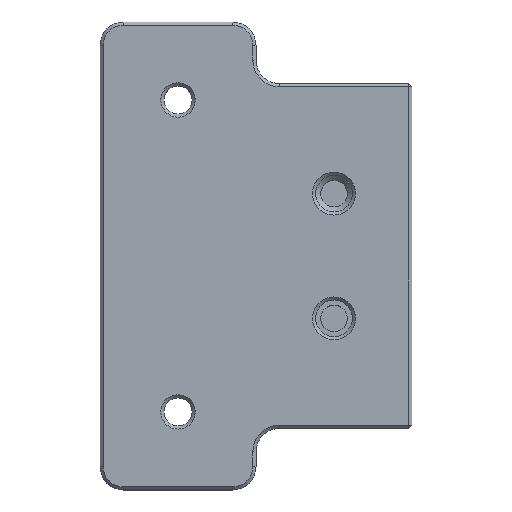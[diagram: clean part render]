
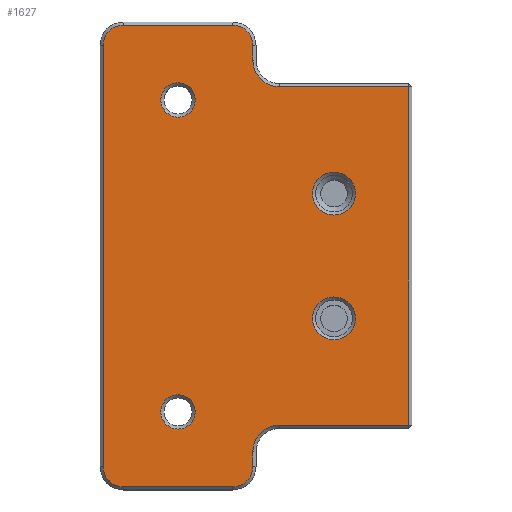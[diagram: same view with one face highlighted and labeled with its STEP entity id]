
A CAD part, top view. The second image highlights one B-rep face of the part: STEP entity #1627.
In plain terms, the highlighted planar face has unit normal (0, 0, 1).
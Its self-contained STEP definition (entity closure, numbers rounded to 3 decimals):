
#60=FACE_BOUND('',#285,.T.);
#61=FACE_BOUND('',#286,.T.);
#62=FACE_BOUND('',#287,.T.);
#63=FACE_BOUND('',#288,.T.);
#87=CIRCLE('',#1727,3.4);
#88=CIRCLE('',#1730,2.6);
#90=CIRCLE('',#1734,2.6);
#92=CIRCLE('',#1738,2.6);
#95=CIRCLE('',#1743,2.6);
#97=CIRCLE('',#1747,3.4);
#100=CIRCLE('',#1764,2.75);
#101=CIRCLE('',#1765,2.75);
#102=CIRCLE('',#1766,2.2);
#103=CIRCLE('',#1767,2.2);
#181=FACE_OUTER_BOUND('',#284,.T.);
#284=EDGE_LOOP('',(#1346,#1347,#1348,#1349,#1350,#1351,#1352,#1353,#1354,
#1355,#1356,#1357,#1358,#1359));
#285=EDGE_LOOP('',(#1360));
#286=EDGE_LOOP('',(#1361));
#287=EDGE_LOOP('',(#1362));
#288=EDGE_LOOP('',(#1363));
#423=LINE('',#2548,#600);
#426=LINE('',#2554,#603);
#428=LINE('',#2563,#605);
#432=LINE('',#2575,#609);
#436=LINE('',#2587,#613);
#440=LINE('',#2599,#617);
#444=LINE('',#2611,#621);
#448=LINE('',#2622,#625);
#600=VECTOR('',#2040,10.);
#603=VECTOR('',#2045,10.);
#605=VECTOR('',#2055,10.);
#609=VECTOR('',#2067,10.);
#613=VECTOR('',#2079,10.);
#617=VECTOR('',#2091,10.);
#621=VECTOR('',#2103,10.);
#625=VECTOR('',#2115,10.);
#757=VERTEX_POINT('',#2536);
#760=VERTEX_POINT('',#2544);
#761=VERTEX_POINT('',#2550);
#763=VERTEX_POINT('',#2556);
#765=VERTEX_POINT('',#2562);
#767=VERTEX_POINT('',#2568);
#769=VERTEX_POINT('',#2574);
#771=VERTEX_POINT('',#2580);
#773=VERTEX_POINT('',#2586);
#775=VERTEX_POINT('',#2592);
#777=VERTEX_POINT('',#2598);
#779=VERTEX_POINT('',#2604);
#781=VERTEX_POINT('',#2610);
#783=VERTEX_POINT('',#2616);
#789=VERTEX_POINT('',#2658);
#790=VERTEX_POINT('',#2660);
#791=VERTEX_POINT('',#2662);
#792=VERTEX_POINT('',#2664);
#935=EDGE_CURVE('',#757,#760,#423,.T.);
#938=EDGE_CURVE('',#760,#761,#426,.T.);
#941=EDGE_CURVE('',#761,#763,#87,.T.);
#942=EDGE_CURVE('',#763,#765,#428,.T.);
#945=EDGE_CURVE('',#765,#767,#88,.T.);
#948=EDGE_CURVE('',#767,#769,#432,.T.);
#951=EDGE_CURVE('',#769,#771,#90,.T.);
#954=EDGE_CURVE('',#771,#773,#436,.T.);
#957=EDGE_CURVE('',#773,#775,#92,.T.);
#960=EDGE_CURVE('',#775,#777,#440,.T.);
#965=EDGE_CURVE('',#777,#779,#95,.T.);
#966=EDGE_CURVE('',#779,#781,#444,.T.);
#971=EDGE_CURVE('',#781,#783,#97,.T.);
#972=EDGE_CURVE('',#783,#757,#448,.T.);
#991=EDGE_CURVE('',#789,#789,#100,.T.);
#992=EDGE_CURVE('',#790,#790,#101,.T.);
#993=EDGE_CURVE('',#791,#791,#102,.T.);
#994=EDGE_CURVE('',#792,#792,#103,.T.);
#1346=ORIENTED_EDGE('',*,*,#935,.F.);
#1347=ORIENTED_EDGE('',*,*,#972,.F.);
#1348=ORIENTED_EDGE('',*,*,#971,.F.);
#1349=ORIENTED_EDGE('',*,*,#966,.F.);
#1350=ORIENTED_EDGE('',*,*,#965,.F.);
#1351=ORIENTED_EDGE('',*,*,#960,.F.);
#1352=ORIENTED_EDGE('',*,*,#957,.F.);
#1353=ORIENTED_EDGE('',*,*,#954,.F.);
#1354=ORIENTED_EDGE('',*,*,#951,.F.);
#1355=ORIENTED_EDGE('',*,*,#948,.F.);
#1356=ORIENTED_EDGE('',*,*,#945,.F.);
#1357=ORIENTED_EDGE('',*,*,#942,.F.);
#1358=ORIENTED_EDGE('',*,*,#941,.F.);
#1359=ORIENTED_EDGE('',*,*,#938,.F.);
#1360=ORIENTED_EDGE('',*,*,#991,.F.);
#1361=ORIENTED_EDGE('',*,*,#992,.F.);
#1362=ORIENTED_EDGE('',*,*,#993,.F.);
#1363=ORIENTED_EDGE('',*,*,#994,.F.);
#1548=PLANE('',#1763);
#1627=ADVANCED_FACE('',(#181,#60,#61,#62,#63),#1548,.T.);
#1727=AXIS2_PLACEMENT_3D('',#2560,#2051,#2052);
#1730=AXIS2_PLACEMENT_3D('',#2569,#2060,#2061);
#1734=AXIS2_PLACEMENT_3D('',#2581,#2072,#2073);
#1738=AXIS2_PLACEMENT_3D('',#2593,#2084,#2085);
#1743=AXIS2_PLACEMENT_3D('',#2608,#2099,#2100);
#1747=AXIS2_PLACEMENT_3D('',#2620,#2111,#2112);
#1763=AXIS2_PLACEMENT_3D('',#2657,#2160,#2161);
#1764=AXIS2_PLACEMENT_3D('',#2659,#2162,#2163);
#1765=AXIS2_PLACEMENT_3D('',#2661,#2164,#2165);
#1766=AXIS2_PLACEMENT_3D('',#2663,#2166,#2167);
#1767=AXIS2_PLACEMENT_3D('',#2665,#2168,#2169);
#2040=DIRECTION('',(0.,-1.,0.));
#2045=DIRECTION('',(-1.,0.,0.));
#2051=DIRECTION('center_axis',(0.,0.,
1.));
#2052=DIRECTION('ref_axis',(-0.707,0.707,0.));
#2055=DIRECTION('',(0.,-1.,0.));
#2060=DIRECTION('center_axis',(0.,0.,
-1.));
#2061=DIRECTION('ref_axis',(0.707,-0.707,0.));
#2067=DIRECTION('',(-1.,0.,0.));
#2072=DIRECTION('center_axis',(0.,0.,
-1.));
#2073=DIRECTION('ref_axis',(-0.707,-0.707,0.));
#2079=DIRECTION('',(0.,1.,0.));
#2084=DIRECTION('center_axis',(0.,0.,
-1.));
#2085=DIRECTION('ref_axis',(-0.707,0.707,0.));
#2091=DIRECTION('',(1.,0.,0.));
#2099=DIRECTION('center_axis',(0.,0.,
-1.));
#2100=DIRECTION('ref_axis',(0.707,0.707,0.));
#2103=DIRECTION('',(0.,-1.,0.));
#2111=DIRECTION('center_axis',(0.,0.,
1.));
#2112=DIRECTION('ref_axis',(-0.707,-0.707,0.));
#2115=DIRECTION('',(1.,0.,0.));
#2160=DIRECTION('center_axis',(0.,0.,
1.));
#2161=DIRECTION('ref_axis',(0.,-1.,0.));
#2162=DIRECTION('center_axis',(0.,0.,
1.));
#2163=DIRECTION('ref_axis',(-1.,0.,0.));
#2164=DIRECTION('center_axis',(0.,0.,
1.));
#2165=DIRECTION('ref_axis',(-1.,0.,0.));
#2166=DIRECTION('center_axis',(0.,0.,
1.));
#2167=DIRECTION('ref_axis',(-1.,0.,0.));
#2168=DIRECTION('center_axis',(0.,0.,
1.));
#2169=DIRECTION('ref_axis',(-1.,0.,0.));
#2536=CARTESIAN_POINT('',(-215.4,21.7,-232.1));
#2544=CARTESIAN_POINT('',(-215.4,-21.7,-232.1));
#2548=CARTESIAN_POINT('',(-215.4,-3.55,-232.1));
#2550=CARTESIAN_POINT('',(-232.,-21.7,-232.1));
#2554=CARTESIAN_POINT('',(-235.,-21.7,-232.1));
#2556=CARTESIAN_POINT('',(-235.4,-25.1,-232.1));
#2560=CARTESIAN_POINT('Origin',(-232.,-25.1,-232.1));
#2562=CARTESIAN_POINT('',(-235.4,-27.,-232.1));
#2563=CARTESIAN_POINT('',(-235.4,-3.55,-232.1));
#2568=CARTESIAN_POINT('',(-238.,-29.6,-232.1));
#2569=CARTESIAN_POINT('Origin',(-238.,-27.,-232.1));
#2574=CARTESIAN_POINT('',(-252.,-29.6,-232.1));
#2575=CARTESIAN_POINT('',(-235.,-29.6,-232.1));
#2580=CARTESIAN_POINT('',(-254.6,-27.,-232.1));
#2581=CARTESIAN_POINT('Origin',(-252.,-27.,-232.1));
#2586=CARTESIAN_POINT('',(-254.6,27.,-232.1));
#2587=CARTESIAN_POINT('',(-254.6,-3.55,-232.1));
#2592=CARTESIAN_POINT('',(-252.,29.6,-232.1));
#2593=CARTESIAN_POINT('Origin',(-252.,27.,-232.1));
#2598=CARTESIAN_POINT('',(-238.,29.6,-232.1));
#2599=CARTESIAN_POINT('',(-235.,29.6,-232.1));
#2604=CARTESIAN_POINT('',(-235.4,27.,-232.1));
#2608=CARTESIAN_POINT('Origin',(-238.,27.,-232.1));
#2610=CARTESIAN_POINT('',(-235.4,25.1,-232.1));
#2611=CARTESIAN_POINT('',(-235.4,-3.55,-232.1));
#2616=CARTESIAN_POINT('',(-232.,21.7,-232.1));
#2620=CARTESIAN_POINT('Origin',(-232.,25.1,-232.1));
#2622=CARTESIAN_POINT('',(-235.,21.7,-232.1));
#2657=CARTESIAN_POINT('Origin',(-235.,-7.1,-232.1));
#2658=CARTESIAN_POINT('',(-222.25,8.,-232.1));
#2659=CARTESIAN_POINT('Origin',(-225.,8.,-232.1));
#2660=CARTESIAN_POINT('',(-222.25,-8.,-232.1));
#2661=CARTESIAN_POINT('Origin',(-225.,-8.,-232.1));
#2662=CARTESIAN_POINT('',(-242.8,-20.,-232.1));
#2663=CARTESIAN_POINT('Origin',(-245.,-20.,-232.1));
#2664=CARTESIAN_POINT('',(-242.8,20.,-232.1));
#2665=CARTESIAN_POINT('Origin',(-245.,20.,-232.1));
